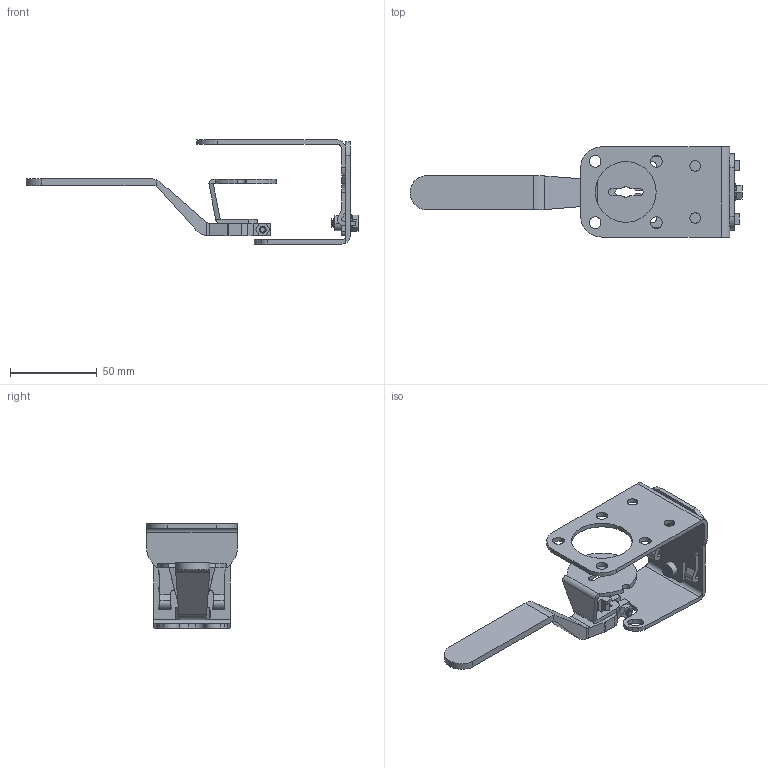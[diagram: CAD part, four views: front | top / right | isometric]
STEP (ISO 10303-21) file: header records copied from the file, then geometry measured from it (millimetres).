
FILE_DESCRIPTION((''),'2;1');
FILE_NAME('CAD-8032_ASM','2021-10-21T11:58:30',('creinig-se'),(''),'CREO PARAMETRIC BY PTC INC, 2019292','CREO PARAMETRIC BY PTC INC, 2019292','');
FILE_SCHEMA(('CONFIG_CONTROL_DESIGN','SHAPE_APPEARANCE_LAYERS_GROUPS'));
Length unit declared in the file: millimetre
Products named in the file (4): CAD-8032_1; CAD-8032_3; CAD-8032_2; CAD-8032_ASM
Assembly tree (3 placements, depth 2):
  CAD-8032_ASM
    CAD-8032_1
    CAD-8032_3
    CAD-8032_2
Bounding box: 191.41 x 52 x 60 mm (x, y, z)
Volume: 40971.2 mm3; surface area: 33820.2 mm2
Topology: 3 solids, 3 shells, 366 faces, 989 edges, 638 vertices
Faces by surface type: plane 194, cylinder 134, cone 38
Entity records: 14740 total; most frequent: CARTESIAN_POINT 2086, DIRECTION 2030, ORIENTED_EDGE 1978, PRESENTATION_STYLE_ASSIGNMENT 992, STYLED_ITEM 992, CURVE_STYLE 989, EDGE_CURVE 989, AXIS2_PLACEMENT_3D 690
